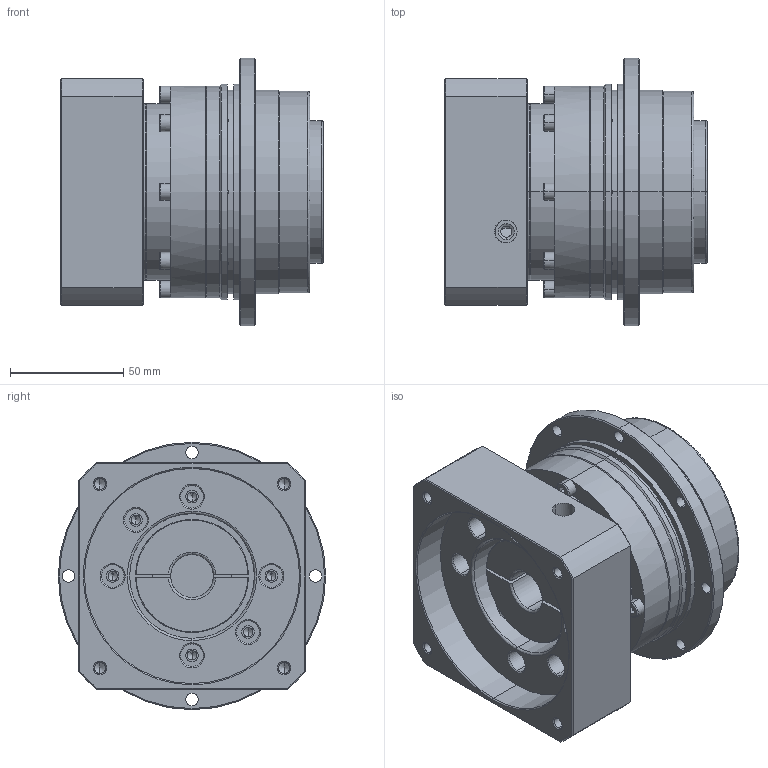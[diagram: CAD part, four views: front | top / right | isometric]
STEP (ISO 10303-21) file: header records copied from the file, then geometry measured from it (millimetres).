
FILE_DESCRIPTION (( 'STEP AP214' ), '1' );
FILE_NAME ('SD090-L1-19-95-115-M6-M8.STEP', '2022-02-19T08:56:48', ( 'admin' ), ( '' ), 'SwSTEP 2.0', 'SolidWorks 2013', '' );
FILE_SCHEMA (( 'AUTOMOTIVE_DESIGN' ));
Length unit declared in the file: millimetre
Products named in the file (4): SD090-L1-19-95-115-M6-M8; SD090_X2_8F9351FA7AEF_X0_; PB090-95-115M6; PB090_X2_58F34F537AEF_X0_-19
Assembly tree (3 placements, depth 2):
  SD090-L1-19-95-115-M6-M8
    PB090_X2_58F34F537AEF_X0_-19
    PB090-95-115M6
    SD090_X2_8F9351FA7AEF_X0_
Bounding box: 116 x 118 x 118 mm (x, y, z)
Volume: 695836 mm3; surface area: 118940.4 mm2
Topology: 4 solids, 4 shells, 512 faces, 1221 edges, 720 vertices
Faces by surface type: cylinder 203, cone 157, plane 125, bspline 27
Entity records: 21040 total; most frequent: CARTESIAN_POINT 3599, DIRECTION 2581, ORIENTED_EDGE 2278, EDGE_CURVE 1139, AXIS2_PLACEMENT_3D 1020, VERTEX_POINT 714, EDGE_LOOP 633, VECTOR 541
